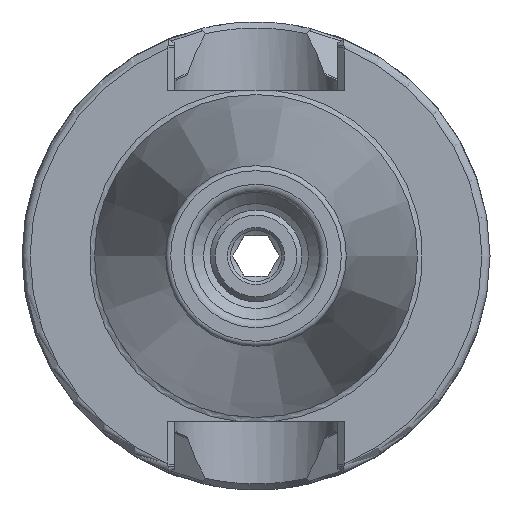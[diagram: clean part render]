
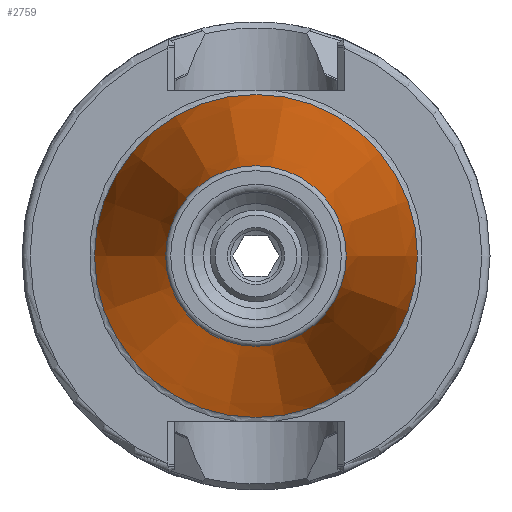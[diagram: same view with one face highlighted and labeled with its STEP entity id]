
A CAD part, left-side view. The second image highlights one B-rep face of the part: STEP entity #2759.
In plain terms, the highlighted conical face has half-angle 8.297 degrees and reference radius 12.377 mm.
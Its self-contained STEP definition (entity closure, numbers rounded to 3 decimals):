
#211=CONICAL_SURFACE('',#3117,12.377,0.145);
#326=FACE_OUTER_BOUND('',#505,.T.);
#505=EDGE_LOOP('',(#2270,#2271,#2272,#2273,#2274));
#738=LINE('',#5728,#893);
#893=VECTOR('',#3689,12.377);
#1045=CIRCLE('',#3113,8.879);
#1046=CIRCLE('',#3114,8.879);
#1049=CIRCLE('',#3118,15.875);
#1276=VERTEX_POINT('',#5718);
#1277=VERTEX_POINT('',#5719);
#1279=VERTEX_POINT('',#5726);
#1626=EDGE_CURVE('',#1276,#1277,#1045,.T.);
#1627=EDGE_CURVE('',#1277,#1276,#1046,.T.);
#1630=EDGE_CURVE('',#1279,#1279,#1049,.T.);
#1631=EDGE_CURVE('',#1279,#1276,#738,.T.);
#2270=ORIENTED_EDGE('',*,*,#1630,.F.);
#2271=ORIENTED_EDGE('',*,*,#1631,.T.);
#2272=ORIENTED_EDGE('',*,*,#1626,.T.);
#2273=ORIENTED_EDGE('',*,*,#1627,.T.);
#2274=ORIENTED_EDGE('',*,*,#1631,.F.);
#2759=ADVANCED_FACE('',(#326),#211,.T.);
#3113=AXIS2_PLACEMENT_3D('',#5720,#3677,#3678);
#3114=AXIS2_PLACEMENT_3D('',#5721,#3679,#3680);
#3117=AXIS2_PLACEMENT_3D('',#5725,#3685,#3686);
#3118=AXIS2_PLACEMENT_3D('',#5727,#3687,#3688);
#3677=DIRECTION('center_axis',(1.,0.,0.));
#3678=DIRECTION('ref_axis',(0.,0.,-1.));
#3679=DIRECTION('center_axis',(1.,0.,0.));
#3680=DIRECTION('ref_axis',(0.,0.,-1.));
#3685=DIRECTION('center_axis',(1.,0.,0.));
#3686=DIRECTION('ref_axis',(0.,1.,0.));
#3687=DIRECTION('center_axis',(1.,0.,0.));
#3688=DIRECTION('ref_axis',(0.,0.,-1.));
#3689=DIRECTION('',(-0.99,0.144,0.));
#5718=CARTESIAN_POINT('',(-47.972,-8.879,0.));
#5719=CARTESIAN_POINT('',(-47.972,0.,8.879));
#5720=CARTESIAN_POINT('Origin',(-47.972,0.,
0.));
#5721=CARTESIAN_POINT('Origin',(-47.972,0.,
0.));
#5725=CARTESIAN_POINT('Origin',(-23.986,0.,
0.));
#5726=CARTESIAN_POINT('',(0.,-15.875,0.));
#5727=CARTESIAN_POINT('Origin',(0.,0.,
0.));
#5728=CARTESIAN_POINT('',(-23.986,-12.377,0.));
